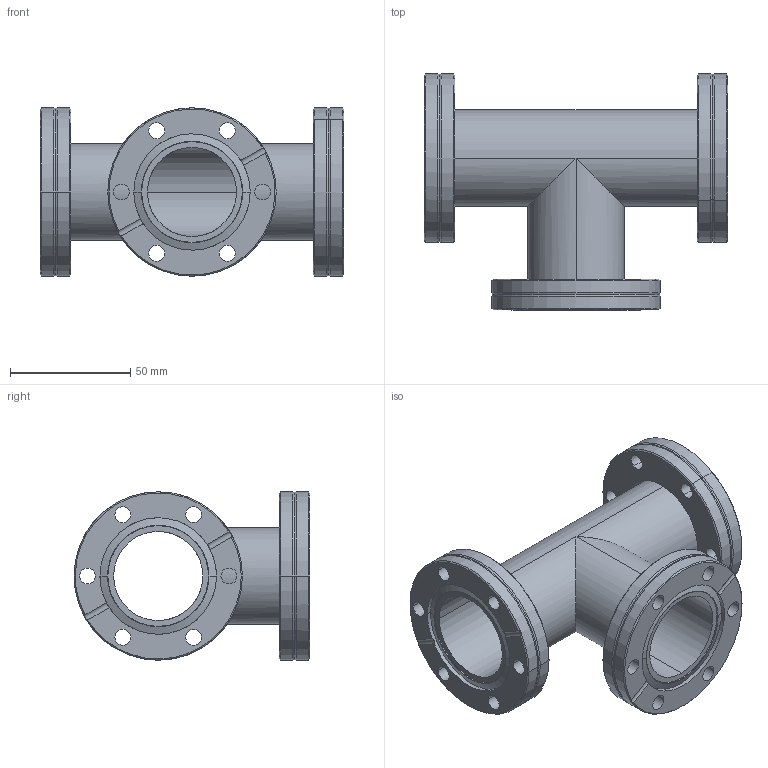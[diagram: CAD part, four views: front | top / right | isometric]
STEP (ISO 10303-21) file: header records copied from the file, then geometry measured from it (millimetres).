
FILE_DESCRIPTION (( 'STEP AP214' ), '1' );
FILE_NAME ('420RTS040.stp', '2017-05-31T10:02:44', ( '' ), ( '' ), 'SwSTEP 2.0', 'SolidWorks 2015', '' );
FILE_SCHEMA (( 'AUTOMOTIVE_DESIGN' ));
Length unit declared in the file: millimetre
Products named in the file (1): 420RTS040
Bounding box: 126 x 97.95 x 69.9 mm (x, y, z)
Volume: 115748.8 mm3; surface area: 69721.1 mm2
Topology: 1 solids, 3 shells, 155 faces, 375 edges, 231 vertices
Faces by surface type: cylinder 83, cone 31, torus 22, plane 19
Entity records: 6537 total; most frequent: CARTESIAN_POINT 960, DIRECTION 886, ORIENTED_EDGE 750, AXIS2_PLACEMENT_3D 385, EDGE_CURVE 375, VERTEX_POINT 231, CIRCLE 229, EDGE_LOOP 204
